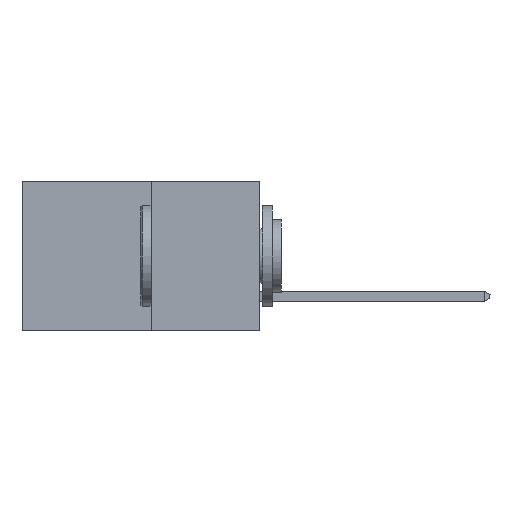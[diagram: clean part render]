
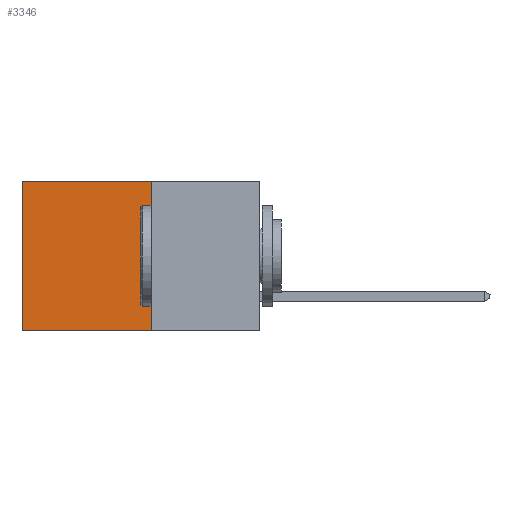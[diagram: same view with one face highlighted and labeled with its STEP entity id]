
A CAD part, left-side view. The second image highlights one B-rep face of the part: STEP entity #3346.
In plain terms, the highlighted planar face has unit normal (-1, 0, 0).
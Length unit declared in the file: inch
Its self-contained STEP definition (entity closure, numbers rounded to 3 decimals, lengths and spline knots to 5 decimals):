
#263 = CARTESIAN_POINT ( 'NONE',  ( 0.277, 0.27, -0.37 ) ) ;
#680 = DIRECTION ( 'NONE',  ( 0., 0., -1. ) ) ;
#823 = CARTESIAN_POINT ( 'NONE',  ( 0.277, 0.59, -0.37 ) ) ;
#1132 = ORIENTED_EDGE ( 'NONE', *, *, #7776, .T. ) ;
#2389 = ORIENTED_EDGE ( 'NONE', *, *, #5529, .F. ) ;
#3346 = ADVANCED_FACE ( 'NONE', ( #11050 ), #10357, .F. ) ;
#3751 = CARTESIAN_POINT ( 'NONE',  ( 0.277, 0.59, 0. ) ) ;
#4226 = EDGE_CURVE ( 'NONE', #11613, #13233, #9867, .T. ) ;
#4860 = LINE ( 'NONE', #12748, #7655 ) ;
#5529 = EDGE_CURVE ( 'NONE', #5841, #11613, #4860, .T. ) ;
#5605 = VECTOR ( 'NONE', #680, 39.37008 ) ;
#5841 = VERTEX_POINT ( 'NONE', #9053 ) ;
#6502 = DIRECTION ( 'NONE',  ( 0., 1., 0. ) ) ;
#6582 = CARTESIAN_POINT ( 'NONE',  ( 0.277, 0.27, -0.37 ) ) ;
#7266 = EDGE_CURVE ( 'NONE', #5841, #9658, #12562, .T. ) ;
#7422 = VECTOR ( 'NONE', #13080, 39.37008 ) ;
#7655 = VECTOR ( 'NONE', #12827, 39.37008 ) ;
#7776 = EDGE_CURVE ( 'NONE', #9658, #13233, #9176, .T. ) ;
#8134 = EDGE_LOOP ( 'NONE', ( #1132, #12659, #2389, #11902 ) ) ;
#9053 = CARTESIAN_POINT ( 'NONE',  ( 0.277, 0.27, 0. ) ) ;
#9079 = CARTESIAN_POINT ( 'NONE',  ( 0.277, 0.59, -0.37 ) ) ;
#9176 = LINE ( 'NONE', #823, #5605 ) ;
#9543 = VECTOR ( 'NONE', #6502, 39.37008 ) ;
#9658 = VERTEX_POINT ( 'NONE', #3751 ) ;
#9798 = DIRECTION ( 'NONE',  ( 0., 0., -1. ) ) ;
#9867 = LINE ( 'NONE', #6582, #9543 ) ;
#9929 = DIRECTION ( 'NONE',  ( 1., 0., 0. ) ) ;
#10085 = CARTESIAN_POINT ( 'NONE',  ( 0.277, 0.27, -0.37 ) ) ;
#10357 = PLANE ( 'NONE',  #12616 ) ;
#11050 = FACE_OUTER_BOUND ( 'NONE', #8134, .T. ) ;
#11613 = VERTEX_POINT ( 'NONE', #263 ) ;
#11902 = ORIENTED_EDGE ( 'NONE', *, *, #7266, .T. ) ;
#12562 = LINE ( 'NONE', #12831, #7422 ) ;
#12616 = AXIS2_PLACEMENT_3D ( 'NONE', #10085, #9929, #9798 ) ;
#12659 = ORIENTED_EDGE ( 'NONE', *, *, #4226, .F. ) ;
#12748 = CARTESIAN_POINT ( 'NONE',  ( 0.277, 0.27, -0.37 ) ) ;
#12827 = DIRECTION ( 'NONE',  ( 0., 0., -1. ) ) ;
#12831 = CARTESIAN_POINT ( 'NONE',  ( 0.277, 0.27, 0. ) ) ;
#13080 = DIRECTION ( 'NONE',  ( 0., 1., 0. ) ) ;
#13233 = VERTEX_POINT ( 'NONE', #9079 ) ;
